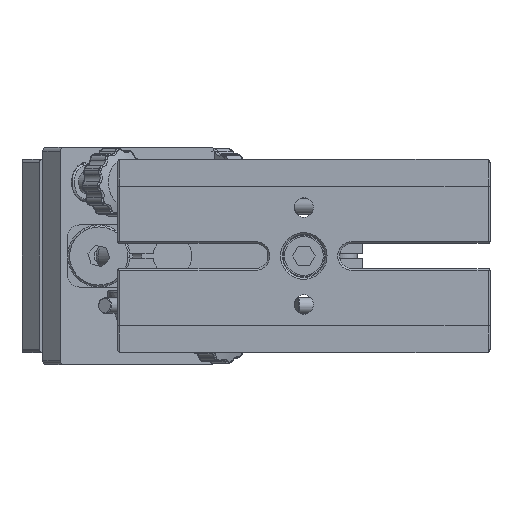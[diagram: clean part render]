
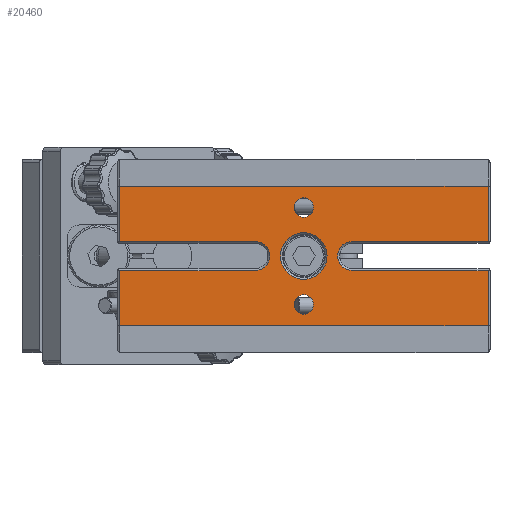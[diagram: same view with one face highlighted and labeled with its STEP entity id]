
A CAD part, front view. The second image highlights one B-rep face of the part: STEP entity #20460.
In plain terms, the highlighted planar face has unit normal (0, -1, 0).
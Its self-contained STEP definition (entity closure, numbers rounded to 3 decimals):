
#337 = CARTESIAN_POINT ( 'NONE',  ( -78.008, -179.4, -18. ) ) ;
#338 = DIRECTION ( 'NONE',  ( 0., 0., 1. ) ) ;
#363 = CARTESIAN_POINT ( 'NONE',  ( -77.508, -179.4, 3.75 ) ) ;
#373 = DIRECTION ( 'NONE',  ( 1., 0., 0. ) ) ;
#379 = CARTESIAN_POINT ( 'NONE',  ( -113.008, -179.4, 0. ) ) ;
#380 = DIRECTION ( 'NONE',  ( 0., 1., 0. ) ) ;
#381 = DIRECTION ( 'NONE',  ( 0., 0., 1. ) ) ;
#413 = CARTESIAN_POINT ( 'NONE',  ( -77.508, -179.4, -3.75 ) ) ;
#414 = DIRECTION ( 'NONE',  ( -1., 0., 0. ) ) ;
#421 = CARTESIAN_POINT ( 'NONE',  ( -78.008, -179.4, -18. ) ) ;
#422 = DIRECTION ( 'NONE',  ( 0., 0., 1. ) ) ;
#516 = CARTESIAN_POINT ( 'NONE',  ( -125.508, -179.4, 12.5 ) ) ;
#517 = DIRECTION ( 'NONE',  ( 0., -1., 0. ) ) ;
#518 = DIRECTION ( 'NONE',  ( 0., 0., -1. ) ) ;
#520 = CARTESIAN_POINT ( 'NONE',  ( -125.508, -179.4, 0. ) ) ;
#521 = DIRECTION ( 'NONE',  ( 0., 1., 0. ) ) ;
#522 = DIRECTION ( 'NONE',  ( 0., 0., 1. ) ) ;
#523 = CARTESIAN_POINT ( 'NONE',  ( -125.508, -179.4, -12.5 ) ) ;
#524 = DIRECTION ( 'NONE',  ( 0., -1., 0. ) ) ;
#525 = DIRECTION ( 'NONE',  ( 0., 0., -1. ) ) ;
#928 = VERTEX_POINT ( 'NONE', #36093 ) ;
#1795 = EDGE_LOOP ( 'NONE', ( #24360 ) ) ;
#1796 = EDGE_LOOP ( 'NONE', ( #24359 ) ) ;
#1799 = EDGE_LOOP ( 'NONE', ( #24361 ) ) ;
#1800 = EDGE_LOOP ( 'NONE', ( #24362, #24363, #24364, #24365, #24366, #24367, #24368, #24369, #24370, #24371, #24372, #24373 ) ) ;
#2223 = VERTEX_POINT ( 'NONE', #2652 ) ;
#2224 = VERTEX_POINT ( 'NONE', #2653 ) ;
#2225 = VERTEX_POINT ( 'NONE', #2654 ) ;
#2332 = CARTESIAN_POINT ( 'NONE',  ( -113.008, -179.4, -3.75 ) ) ;
#2336 = CARTESIAN_POINT ( 'NONE',  ( -113.008, -179.4, 3.75 ) ) ;
#2338 = CARTESIAN_POINT ( 'NONE',  ( -78.008, -179.4, 3.75 ) ) ;
#2652 = CARTESIAN_POINT ( 'NONE',  ( -125.508, -179.4, 10. ) ) ;
#2653 = CARTESIAN_POINT ( 'NONE',  ( -125.508, -179.4, 6. ) ) ;
#2654 = CARTESIAN_POINT ( 'NONE',  ( -125.508, -179.4, -15. ) ) ;
#2703 = VERTEX_POINT ( 'NONE', #12138 ) ;
#2708 = VERTEX_POINT ( 'NONE', #12143 ) ;
#2711 = VERTEX_POINT ( 'NONE', #12146 ) ;
#2713 = VERTEX_POINT ( 'NONE', #12148 ) ;
#2714 = VERTEX_POINT ( 'NONE', #12149 ) ;
#2720 = VERTEX_POINT ( 'NONE', #12155 ) ;
#2721 = VERTEX_POINT ( 'NONE', #12156 ) ;
#2743 = VERTEX_POINT ( 'NONE', #12178 ) ;
#9201 = EDGE_CURVE ( 'NONE', #2721, #2720, #18933, .T. ) ;
#9209 = EDGE_CURVE ( 'NONE', #2713, #2721, #18945, .T. ) ;
#9230 = EDGE_CURVE ( 'NONE', #2703, #2743, #18968, .T. ) ;
#9247 = EDGE_CURVE ( 'NONE', #2708, #2711, #18993, .T. ) ;
#9248 = EDGE_CURVE ( 'NONE', #2711, #2713, #18994, .T. ) ;
#9252 = EDGE_CURVE ( 'NONE', #2714, #2708, #19000, .T. ) ;
#9256 = EDGE_CURVE ( 'NONE', #2743, #2714, #18997, .T. ) ;
#12138 = CARTESIAN_POINT ( 'NONE',  ( -78.008, -179.4, 18. ) ) ;
#12143 = CARTESIAN_POINT ( 'NONE',  ( -138.008, -179.4, 3.75 ) ) ;
#12146 = CARTESIAN_POINT ( 'NONE',  ( -138.008, -179.4, -3.75 ) ) ;
#12148 = CARTESIAN_POINT ( 'NONE',  ( -173.008, -179.4, -3.75 ) ) ;
#12149 = CARTESIAN_POINT ( 'NONE',  ( -173.008, -179.4, 3.75 ) ) ;
#12155 = CARTESIAN_POINT ( 'NONE',  ( -78.008, -179.4, -18. ) ) ;
#12156 = CARTESIAN_POINT ( 'NONE',  ( -173.008, -179.4, -18. ) ) ;
#12178 = CARTESIAN_POINT ( 'NONE',  ( -173.008, -179.4, 18. ) ) ;
#15421 = AXIS2_PLACEMENT_3D ( 'NONE', #26380, #26381, #26382 ) ;
#18933 = LINE ( 'NONE', #26231, #18937 ) ;
#18937 = VECTOR ( 'NONE', #26232, 1000. ) ;
#18945 = LINE ( 'NONE', #26255, #18947 ) ;
#18947 = VECTOR ( 'NONE', #26258, 1000. ) ;
#18968 = LINE ( 'NONE', #26324, #18972 ) ;
#18972 = VECTOR ( 'NONE', #26329, 1000. ) ;
#18993 = CIRCLE ( 'NONE', #15421, 3.75 ) ;
#18994 = LINE ( 'NONE', #26376, #18996 ) ;
#18996 = VECTOR ( 'NONE', #26375, 1000. ) ;
#18997 = LINE ( 'NONE', #26391, #19010 ) ;
#19000 = LINE ( 'NONE', #26386, #19002 ) ;
#19002 = VECTOR ( 'NONE', #26387, 1000. ) ;
#19010 = VECTOR ( 'NONE', #26402, 1000. ) ;
#20460 = ADVANCED_FACE ( 'NONE', ( #33185, #33193, #33188, #33192 ), #34066, .F. ) ;
#22662 = EDGE_CURVE ( 'NONE', #36698, #2703, #38660, .T. ) ;
#22686 = EDGE_CURVE ( 'NONE', #36696, #36698, #38671, .T. ) ;
#22691 = EDGE_CURVE ( 'NONE', #36692, #36696, #38676, .T. ) ;
#22718 = EDGE_CURVE ( 'NONE', #928, #36692, #38690, .T. ) ;
#22725 = EDGE_CURVE ( 'NONE', #2720, #928, #38698, .T. ) ;
#22739 = EDGE_CURVE ( 'NONE', #2223, #2223, #38709, .T. ) ;
#22742 = EDGE_CURVE ( 'NONE', #2224, #2224, #38710, .T. ) ;
#22744 = EDGE_CURVE ( 'NONE', #2225, #2225, #38711, .T. ) ;
#24359 = ORIENTED_EDGE ( 'NONE', *, *, #22739, .F. ) ;
#24360 = ORIENTED_EDGE ( 'NONE', *, *, #22744, .F. ) ;
#24361 = ORIENTED_EDGE ( 'NONE', *, *, #22742, .T. ) ;
#24362 = ORIENTED_EDGE ( 'NONE', *, *, #22725, .T. ) ;
#24363 = ORIENTED_EDGE ( 'NONE', *, *, #22718, .T. ) ;
#24364 = ORIENTED_EDGE ( 'NONE', *, *, #22691, .T. ) ;
#24365 = ORIENTED_EDGE ( 'NONE', *, *, #22686, .T. ) ;
#24366 = ORIENTED_EDGE ( 'NONE', *, *, #22662, .T. ) ;
#24367 = ORIENTED_EDGE ( 'NONE', *, *, #9230, .T. ) ;
#24368 = ORIENTED_EDGE ( 'NONE', *, *, #9256, .T. ) ;
#24369 = ORIENTED_EDGE ( 'NONE', *, *, #9252, .T. ) ;
#24370 = ORIENTED_EDGE ( 'NONE', *, *, #9247, .T. ) ;
#24371 = ORIENTED_EDGE ( 'NONE', *, *, #9248, .T. ) ;
#24372 = ORIENTED_EDGE ( 'NONE', *, *, #9209, .T. ) ;
#24373 = ORIENTED_EDGE ( 'NONE', *, *, #9201, .T. ) ;
#26231 = CARTESIAN_POINT ( 'NONE',  ( -77.508, -179.4, -18. ) ) ;
#26232 = DIRECTION ( 'NONE',  ( 1., 0., 0. ) ) ;
#26255 = CARTESIAN_POINT ( 'NONE',  ( -173.008, -179.4, -18. ) ) ;
#26258 = DIRECTION ( 'NONE',  ( 0., 0., -1. ) ) ;
#26324 = CARTESIAN_POINT ( 'NONE',  ( -77.508, -179.4, 18. ) ) ;
#26329 = DIRECTION ( 'NONE',  ( -1., 0., 0. ) ) ;
#26375 = DIRECTION ( 'NONE',  ( -1., 0., 0. ) ) ;
#26376 = CARTESIAN_POINT ( 'NONE',  ( -77.508, -179.4, -3.75 ) ) ;
#26380 = CARTESIAN_POINT ( 'NONE',  ( -138.008, -179.4, 0. ) ) ;
#26381 = DIRECTION ( 'NONE',  ( 0., 1., 0. ) ) ;
#26382 = DIRECTION ( 'NONE',  ( 0., 0., 1. ) ) ;
#26386 = CARTESIAN_POINT ( 'NONE',  ( -77.508, -179.4, 3.75 ) ) ;
#26387 = DIRECTION ( 'NONE',  ( 1., 0., 0. ) ) ;
#26391 = CARTESIAN_POINT ( 'NONE',  ( -173.008, -179.4, -18. ) ) ;
#26402 = DIRECTION ( 'NONE',  ( 0., 0., -1. ) ) ;
#29573 = AXIS2_PLACEMENT_3D ( 'NONE', #34065, #34060, #34067 ) ;
#33185 = FACE_BOUND ( 'NONE', #1796, .T. ) ;
#33188 = FACE_BOUND ( 'NONE', #1799, .T. ) ;
#33192 = FACE_OUTER_BOUND ( 'NONE', #1800, .T. ) ;
#33193 = FACE_BOUND ( 'NONE', #1795, .T. ) ;
#34060 = DIRECTION ( 'NONE',  ( 0., 1., 0. ) ) ;
#34065 = CARTESIAN_POINT ( 'NONE',  ( -77.508, -179.4, -18. ) ) ;
#34066 = PLANE ( 'NONE',  #29573 ) ;
#34067 = DIRECTION ( 'NONE',  ( 0., 0., 1. ) ) ;
#36093 = CARTESIAN_POINT ( 'NONE',  ( -78.008, -179.4, -3.75 ) ) ;
#36610 = AXIS2_PLACEMENT_3D ( 'NONE', #379, #380, #381 ) ;
#36614 = AXIS2_PLACEMENT_3D ( 'NONE', #516, #517, #518 ) ;
#36615 = AXIS2_PLACEMENT_3D ( 'NONE', #520, #521, #522 ) ;
#36616 = AXIS2_PLACEMENT_3D ( 'NONE', #523, #524, #525 ) ;
#36692 = VERTEX_POINT ( 'NONE', #2332 ) ;
#36696 = VERTEX_POINT ( 'NONE', #2336 ) ;
#36698 = VERTEX_POINT ( 'NONE', #2338 ) ;
#38660 = LINE ( 'NONE', #337, #38666 ) ;
#38666 = VECTOR ( 'NONE', #338, 1000. ) ;
#38671 = LINE ( 'NONE', #363, #38679 ) ;
#38676 = CIRCLE ( 'NONE', #36610, 3.75 ) ;
#38679 = VECTOR ( 'NONE', #373, 1000. ) ;
#38690 = LINE ( 'NONE', #413, #38693 ) ;
#38693 = VECTOR ( 'NONE', #414, 1000. ) ;
#38698 = LINE ( 'NONE', #421, #38701 ) ;
#38701 = VECTOR ( 'NONE', #422, 1000. ) ;
#38709 = CIRCLE ( 'NONE', #36614, 2.5 ) ;
#38710 = CIRCLE ( 'NONE', #36615, 6. ) ;
#38711 = CIRCLE ( 'NONE', #36616, 2.5 ) ;
